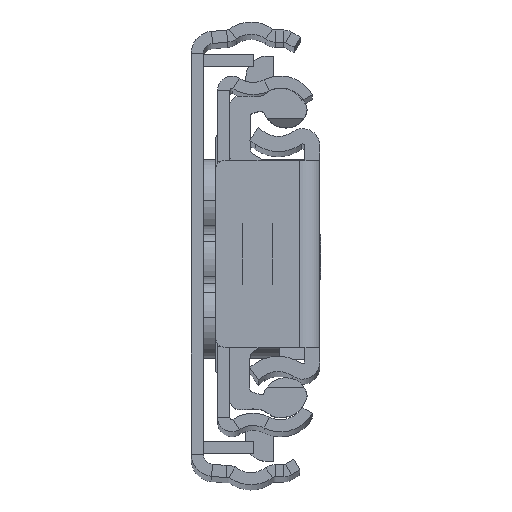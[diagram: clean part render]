
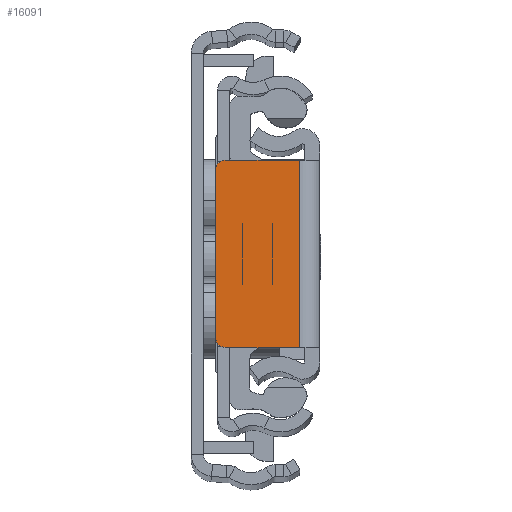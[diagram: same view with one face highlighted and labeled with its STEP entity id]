
A CAD part, top view. The second image highlights one B-rep face of the part: STEP entity #16091.
In plain terms, the highlighted planar face has unit normal (0, 0, 1).
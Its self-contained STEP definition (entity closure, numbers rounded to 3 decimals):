
#329 = CARTESIAN_POINT ( 'NONE',  ( 0., -9.25, 0. ) ) ;
#839 = EDGE_CURVE ( 'NONE', #3062, #14834, #16729, .T. ) ;
#1685 = VERTEX_POINT ( 'NONE', #20616 ) ;
#1936 = CARTESIAN_POINT ( 'NONE',  ( 0., 9.25, 0. ) ) ;
#2101 = CARTESIAN_POINT ( 'NONE',  ( -9.3, 9.25, 0. ) ) ;
#2269 = VERTEX_POINT ( 'NONE', #3687 ) ;
#2876 = CARTESIAN_POINT ( 'NONE',  ( -2., -9.25, 0. ) ) ;
#3062 = VERTEX_POINT ( 'NONE', #11608 ) ;
#3340 = LINE ( 'NONE', #5050, #13036 ) ;
#3687 = CARTESIAN_POINT ( 'NONE',  ( -10.3, 8.25, 0. ) ) ;
#3715 = DIRECTION ( 'NONE',  ( 0., 0., -1. ) ) ;
#4038 = CARTESIAN_POINT ( 'NONE',  ( -9.3, 8.25, 0. ) ) ;
#5050 = CARTESIAN_POINT ( 'NONE',  ( -10.3, 0., 0. ) ) ;
#5237 = CIRCLE ( 'NONE', #17295, 1. ) ;
#5476 = EDGE_CURVE ( 'NONE', #20433, #14834, #19148, .T. ) ;
#6514 = PLANE ( 'NONE',  #17925 ) ;
#6553 = DIRECTION ( 'NONE',  ( -1., 0., 0. ) ) ;
#6850 = EDGE_CURVE ( 'NONE', #16142, #2269, #7382, .T. ) ;
#7382 = CIRCLE ( 'NONE', #9133, 1. ) ;
#8240 = CARTESIAN_POINT ( 'NONE',  ( 0., 0., 0. ) ) ;
#9133 = AXIS2_PLACEMENT_3D ( 'NONE', #4038, #10813, #18585 ) ;
#9625 = VECTOR ( 'NONE', #6553, 1000. ) ;
#9665 = DIRECTION ( 'NONE',  ( 0., -1., 0. ) ) ;
#9996 = EDGE_CURVE ( 'NONE', #1685, #3062, #5237, .T. ) ;
#10272 = FACE_OUTER_BOUND ( 'NONE', #17417, .T. ) ;
#10813 = DIRECTION ( 'NONE',  ( 0., 0., 1. ) ) ;
#11344 = VECTOR ( 'NONE', #9665, 1000. ) ;
#11608 = CARTESIAN_POINT ( 'NONE',  ( -9.3, -9.25, 0. ) ) ;
#11794 = CARTESIAN_POINT ( 'NONE',  ( -2., -9.25, 0. ) ) ;
#12099 = ORIENTED_EDGE ( 'NONE', *, *, #18193, .T. ) ;
#12299 = ORIENTED_EDGE ( 'NONE', *, *, #839, .T. ) ;
#12708 = ORIENTED_EDGE ( 'NONE', *, *, #6850, .T. ) ;
#13036 = VECTOR ( 'NONE', #16284, 1000. ) ;
#13899 = DIRECTION ( 'NONE',  ( 0., 0., 1. ) ) ;
#14121 = DIRECTION ( 'NONE',  ( -1., 0., 0. ) ) ;
#14648 = LINE ( 'NONE', #1936, #9625 ) ;
#14828 = DIRECTION ( 'NONE',  ( -1., 0., 0. ) ) ;
#14834 = VERTEX_POINT ( 'NONE', #11794 ) ;
#14892 = DIRECTION ( 'NONE',  ( 1., 0., 0. ) ) ;
#16091 = ADVANCED_FACE ( 'NONE', ( #10272 ), #6514, .F. ) ;
#16142 = VERTEX_POINT ( 'NONE', #2101 ) ;
#16284 = DIRECTION ( 'NONE',  ( 0., -1., 0. ) ) ;
#16729 = LINE ( 'NONE', #329, #19009 ) ;
#17295 = AXIS2_PLACEMENT_3D ( 'NONE', #17474, #13899, #14121 ) ;
#17417 = EDGE_LOOP ( 'NONE', ( #12099, #20738, #12299, #20991, #18964, #12708 ) ) ;
#17468 = CARTESIAN_POINT ( 'NONE',  ( -2., 9.25, 0. ) ) ;
#17474 = CARTESIAN_POINT ( 'NONE',  ( -9.3, -8.25, 0. ) ) ;
#17925 = AXIS2_PLACEMENT_3D ( 'NONE', #8240, #3715, #14828 ) ;
#18193 = EDGE_CURVE ( 'NONE', #2269, #1685, #3340, .T. ) ;
#18242 = EDGE_CURVE ( 'NONE', #20433, #16142, #14648, .T. ) ;
#18585 = DIRECTION ( 'NONE',  ( -1., 0., 0. ) ) ;
#18964 = ORIENTED_EDGE ( 'NONE', *, *, #18242, .T. ) ;
#19009 = VECTOR ( 'NONE', #14892, 1000. ) ;
#19148 = LINE ( 'NONE', #2876, #11344 ) ;
#20433 = VERTEX_POINT ( 'NONE', #17468 ) ;
#20616 = CARTESIAN_POINT ( 'NONE',  ( -10.3, -8.25, 0. ) ) ;
#20738 = ORIENTED_EDGE ( 'NONE', *, *, #9996, .T. ) ;
#20991 = ORIENTED_EDGE ( 'NONE', *, *, #5476, .F. ) ;
